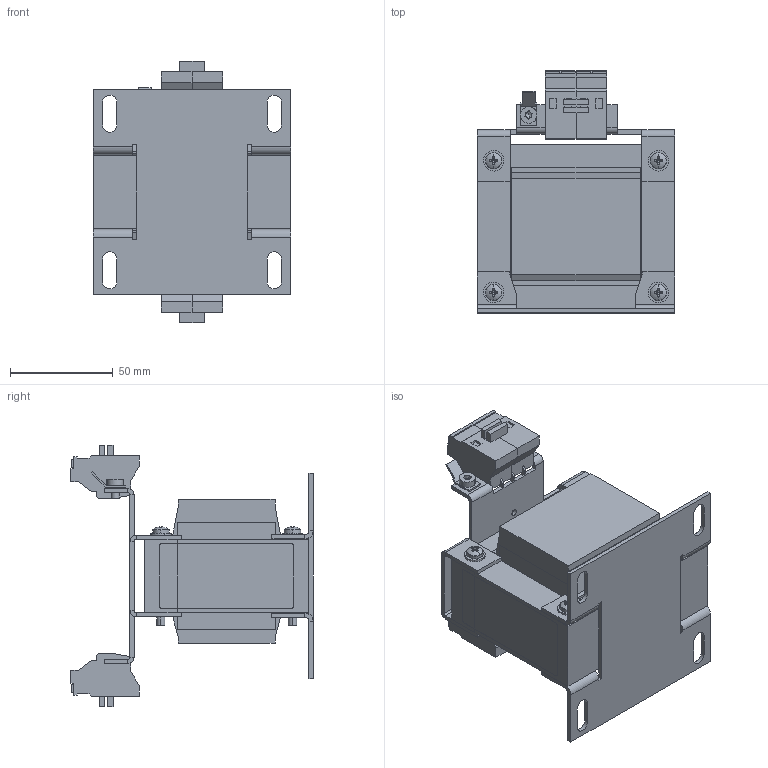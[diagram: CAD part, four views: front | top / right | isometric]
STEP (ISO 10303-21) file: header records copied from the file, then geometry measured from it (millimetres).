
FILE_DESCRIPTION (( 'STEP AP214' ), '1' );
FILE_NAME ('884733.STEP', '2024-05-28T06:55:03', ( '' ), ( '' ), 'SwSTEP 2.0', 'SolidWorks 2022', '' );
FILE_SCHEMA (( 'AUTOMOTIVE_DESIGN' ));
Length unit declared in the file: millimetre
Products named in the file (1): 884733
Bounding box: 96.1 x 117.7 x 127 mm (x, y, z)
Volume: 444668.9 mm3; surface area: 91666.7 mm2
Topology: 1 solids, 4 shells, 937 faces, 2522 edges, 1591 vertices
Faces by surface type: plane 712, cylinder 137, bspline 46, cone 26, sphere 8, torus 8
Entity records: 31028 total; most frequent: CARTESIAN_POINT 7571, ORIENTED_EDGE 5024, DIRECTION 4596, EDGE_CURVE 2512, VECTOR 1952, LINE 1952, VERTEX_POINT 1591, AXIS2_PLACEMENT_3D 1322
